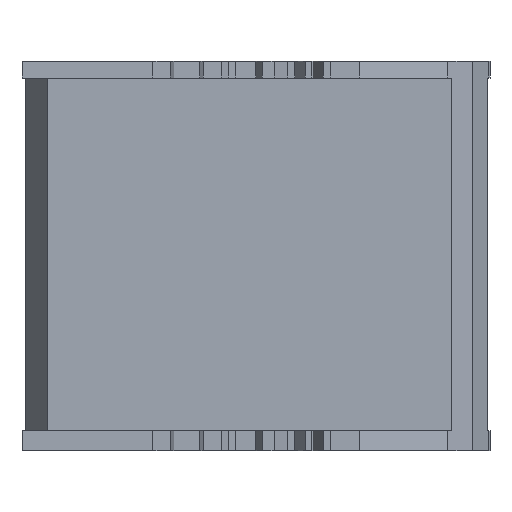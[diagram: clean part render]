
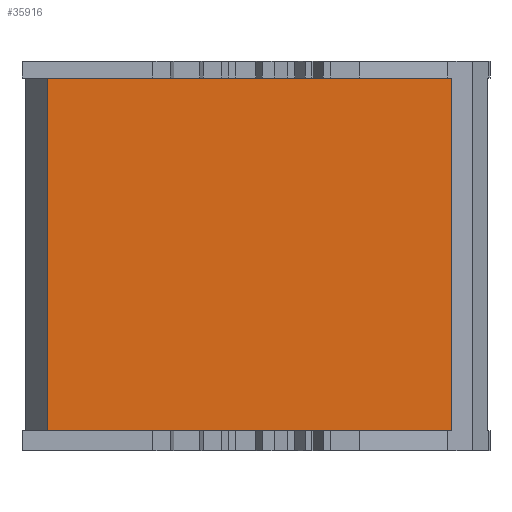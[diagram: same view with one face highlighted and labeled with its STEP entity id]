
A CAD part, front view. The second image highlights one B-rep face of the part: STEP entity #35916.
In plain terms, the highlighted planar face has unit normal (0, -1, 0).
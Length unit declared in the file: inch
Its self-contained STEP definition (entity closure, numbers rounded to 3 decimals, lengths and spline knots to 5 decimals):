
#2392 = EDGE_LOOP ( 'NONE', ( #23469, #18346, #43243, #39781 ) ) ;
#6322 = VECTOR ( 'NONE', #16710, 39.37008 ) ;
#7899 = VECTOR ( 'NONE', #41463, 39.37008 ) ;
#8893 = VERTEX_POINT ( 'NONE', #18135 ) ;
#9635 = VECTOR ( 'NONE', #12186, 39.37008 ) ;
#9802 = VECTOR ( 'NONE', #35106, 39.37008 ) ;
#12186 = DIRECTION ( 'NONE',  ( 0., 0., 1. ) ) ;
#14767 = CARTESIAN_POINT ( 'NONE',  ( 0., 0.08149, -0.00504 ) ) ;
#16710 = DIRECTION ( 'NONE',  ( 1., 0., 0. ) ) ;
#18135 = CARTESIAN_POINT ( 'NONE',  ( -1.51201, 0.08149, 2.54496 ) ) ;
#18346 = ORIENTED_EDGE ( 'NONE', *, *, #30976, .F. ) ;
#21241 = CARTESIAN_POINT ( 'NONE',  ( 1.41358, 0.08149, 2.54496 ) ) ;
#23469 = ORIENTED_EDGE ( 'NONE', *, *, #40205, .F. ) ;
#24599 = VERTEX_POINT ( 'NONE', #31401 ) ;
#25856 = PLANE ( 'NONE',  #36839 ) ;
#26146 = LINE ( 'NONE', #43608, #9635 ) ;
#26259 = VERTEX_POINT ( 'NONE', #28518 ) ;
#27733 = LINE ( 'NONE', #41584, #6322 ) ;
#28348 = DIRECTION ( 'NONE',  ( 0., -1., 0. ) ) ;
#28518 = CARTESIAN_POINT ( 'NONE',  ( 1.41358, 0.08149, -0.00504 ) ) ;
#28582 = CARTESIAN_POINT ( 'NONE',  ( 0., 0.08149, -0.00504 ) ) ;
#28802 = LINE ( 'NONE', #35794, #9802 ) ;
#29912 = VERTEX_POINT ( 'NONE', #21241 ) ;
#30976 = EDGE_CURVE ( 'NONE', #8893, #29912, #27733, .T. ) ;
#31401 = CARTESIAN_POINT ( 'NONE',  ( -1.51201, 0.08149, -0.00504 ) ) ;
#31743 = DIRECTION ( 'NONE',  ( 1., 0., 0. ) ) ;
#34459 = EDGE_CURVE ( 'NONE', #24599, #26259, #37819, .T. ) ;
#35106 = DIRECTION ( 'NONE',  ( 0., 0., -1. ) ) ;
#35312 = FACE_OUTER_BOUND ( 'NONE', #2392, .T. ) ;
#35794 = CARTESIAN_POINT ( 'NONE',  ( 1.41358, 0.08149, -0.00504 ) ) ;
#35916 = ADVANCED_FACE ( 'NONE', ( #35312 ), #25856, .T. ) ;
#36839 = AXIS2_PLACEMENT_3D ( 'NONE', #28582, #28348, #31743 ) ;
#37819 = LINE ( 'NONE', #14767, #7899 ) ;
#39781 = ORIENTED_EDGE ( 'NONE', *, *, #34459, .T. ) ;
#40205 = EDGE_CURVE ( 'NONE', #29912, #26259, #28802, .T. ) ;
#41463 = DIRECTION ( 'NONE',  ( 1., 0., 0. ) ) ;
#41584 = CARTESIAN_POINT ( 'NONE',  ( 0., 0.08149, 2.54496 ) ) ;
#42091 = EDGE_CURVE ( 'NONE', #24599, #8893, #26146, .T. ) ;
#43243 = ORIENTED_EDGE ( 'NONE', *, *, #42091, .F. ) ;
#43608 = CARTESIAN_POINT ( 'NONE',  ( -1.51201, 0.08149, -0.00504 ) ) ;
